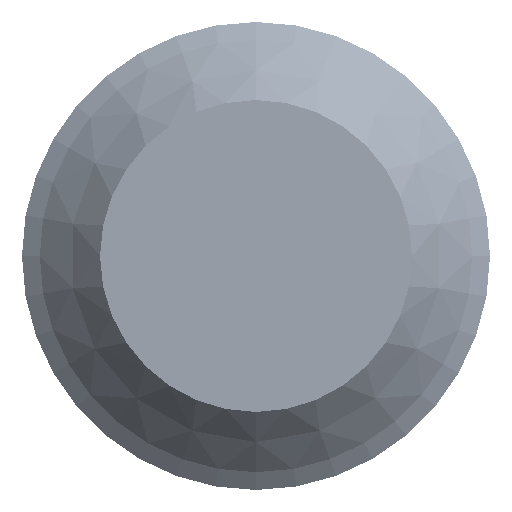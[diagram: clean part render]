
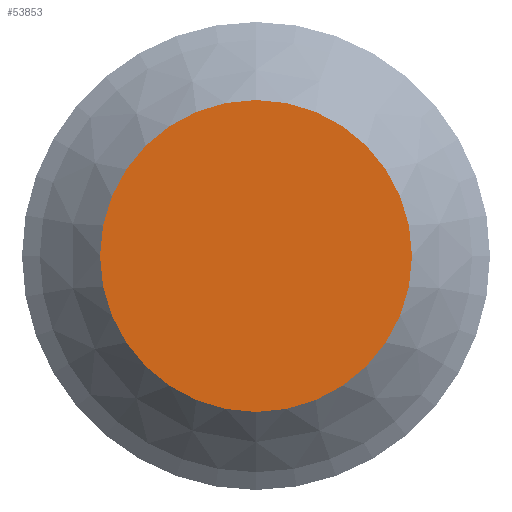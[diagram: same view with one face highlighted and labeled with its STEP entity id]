
A CAD part, left-side view. The second image highlights one B-rep face of the part: STEP entity #53853.
In plain terms, the highlighted planar face has unit normal (-1, 0, 0).
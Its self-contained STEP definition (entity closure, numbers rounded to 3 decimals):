
#5079 = DIRECTION ( 'NONE',  ( -1., 0., 0. ) ) ;
#13907 = DIRECTION ( 'NONE',  ( 0., 0., -1. ) ) ;
#20436 = AXIS2_PLACEMENT_3D ( 'NONE', #22941, #41575, #13907 ) ;
#22941 = CARTESIAN_POINT ( 'NONE',  ( 4.375, 5.774, 0. ) ) ;
#24496 = ORIENTED_EDGE ( 'NONE', *, *, #44943, .T. ) ;
#32728 = CARTESIAN_POINT ( 'NONE',  ( 4.375, 0., 0. ) ) ;
#33495 = AXIS2_PLACEMENT_3D ( 'NONE', #32728, #5079, #37377 ) ;
#33646 = VERTEX_POINT ( 'NONE', #49229 ) ;
#35212 = FACE_OUTER_BOUND ( 'NONE', #43473, .T. ) ;
#36920 = PLANE ( 'NONE',  #20436 ) ;
#37377 = DIRECTION ( 'NONE',  ( 0., 0., -1. ) ) ;
#41575 = DIRECTION ( 'NONE',  ( 1., 0., 0. ) ) ;
#42118 = CIRCLE ( 'NONE', #33495, 2. ) ;
#43473 = EDGE_LOOP ( 'NONE', ( #24496 ) ) ;
#44943 = EDGE_CURVE ( 'NONE', #33646, #33646, #42118, .T. ) ;
#49229 = CARTESIAN_POINT ( 'NONE',  ( 4.375, 0., -2. ) ) ;
#53853 = ADVANCED_FACE ( 'NONE', ( #35212 ), #36920, .F. ) ;
